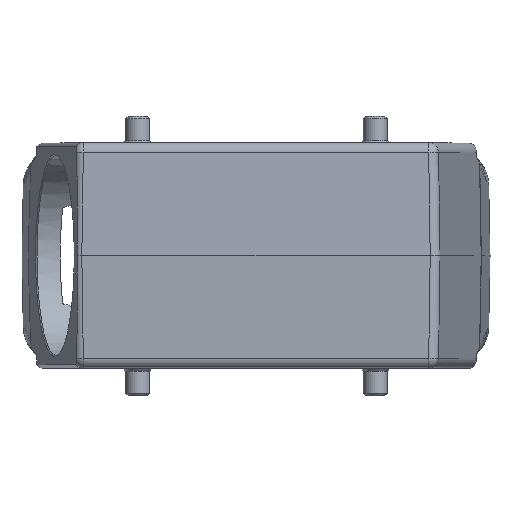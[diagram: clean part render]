
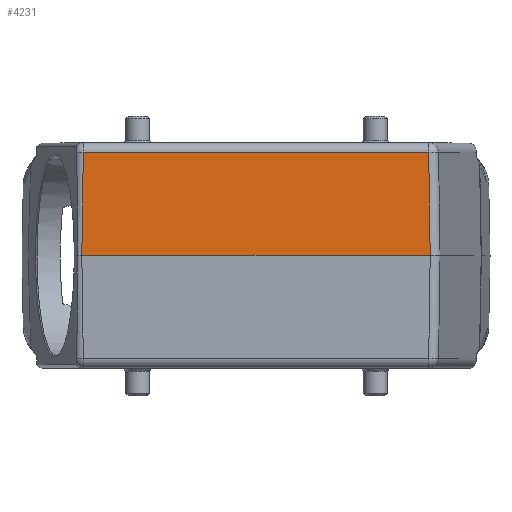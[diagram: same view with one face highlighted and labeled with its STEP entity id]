
A CAD part, top view. The second image highlights one B-rep face of the part: STEP entity #4231.
In plain terms, the highlighted planar face has unit normal (0, 0.018, 1).
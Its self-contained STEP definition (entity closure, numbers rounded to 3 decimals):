
#3398=FACE_OUTER_BOUND('',#6348,.T.);
#4231=ADVANCED_FACE('',(#3398),#4725,.T.);
#4725=PLANE('',#12098);
#4903=LINE('',#15392,#5412);
#5061=LINE('',#16717,#5570);
#5065=LINE('',#16752,#5574);
#5066=LINE('',#16754,#5575);
#5412=VECTOR('',#12905,1.);
#5570=VECTOR('',#13301,1.);
#5574=VECTOR('',#13309,1.);
#5575=VECTOR('',#13310,1.);
#6348=EDGE_LOOP('',(#7325,#7326,#7327,#7328));
#7325=ORIENTED_EDGE('',*,*,#10482,.T.);
#7326=ORIENTED_EDGE('',*,*,#10491,.T.);
#7327=ORIENTED_EDGE('',*,*,#10492,.T.);
#7328=ORIENTED_EDGE('',*,*,#10163,.T.);
#9385=VERTEX_POINT('',#15385);
#9387=VERTEX_POINT('',#15391);
#9662=VERTEX_POINT('',#16716);
#9670=VERTEX_POINT('',#16753);
#10163=EDGE_CURVE('',#9385,#9387,#4903,.T.);
#10482=EDGE_CURVE('',#9387,#9662,#5061,.T.);
#10491=EDGE_CURVE('',#9662,#9670,#5065,.T.);
#10492=EDGE_CURVE('',#9670,#9385,#5066,.T.);
#12098=AXIS2_PLACEMENT_3D('',#16755,#13311,#13312);
#12905=DIRECTION('',(-0.014,-1.,0.017));
#13301=DIRECTION('',(1.,0.,0.));
#13309=DIRECTION('',(-0.014,1.,-0.017));
#13310=DIRECTION('',(-1.,0.,0.));
#13311=DIRECTION('',(0.,0.017,1.));
#13312=DIRECTION('',(0.,1.,-0.017));
#15385=CARTESIAN_POINT('',(-34.611,20.535,66.492));
#15391=CARTESIAN_POINT('',(-34.906,0.,66.85));
#15392=CARTESIAN_POINT('',(-34.892,1.025,66.832));
#16716=CARTESIAN_POINT('',(34.691,0.,66.85));
#16717=CARTESIAN_POINT('',(36.34,0.,66.85));
#16752=CARTESIAN_POINT('',(34.692,-0.024,66.85));
#16753=CARTESIAN_POINT('',(34.396,20.535,66.492));
#16754=CARTESIAN_POINT('',(36.34,20.535,66.492));
#16755=CARTESIAN_POINT('',(36.34,0.,66.85));
